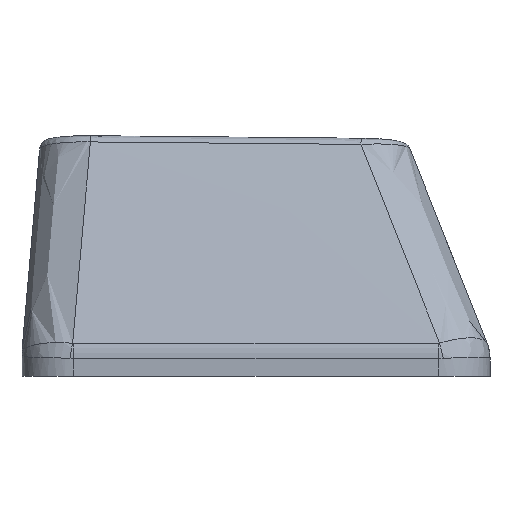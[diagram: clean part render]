
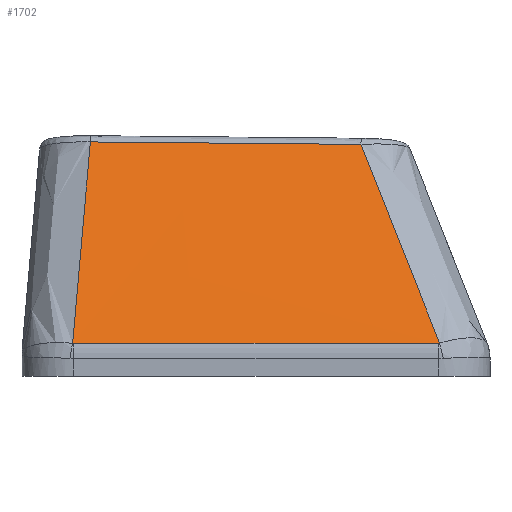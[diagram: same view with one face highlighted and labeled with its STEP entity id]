
A CAD part, left-side view. The second image highlights one B-rep face of the part: STEP entity #1702.
In plain terms, the highlighted free-form (B-spline) face has degree [3, 3] with [4, 4] control points.
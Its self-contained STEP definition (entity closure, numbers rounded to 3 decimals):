
#319=FACE_OUTER_BOUND('',#423,.T.);
#423=EDGE_LOOP('',(#1176,#1177,#1178,#1179,#1180,#1181));
#533=B_SPLINE_CURVE_WITH_KNOTS('',3,(#2544,#2545,#2546,#2547),
 .UNSPECIFIED.,.F.,.F.,(4,4),(0.,0.004),.UNSPECIFIED.);
#535=B_SPLINE_CURVE_WITH_KNOTS('',3,(#2571,#2572,#2573,#2574),
 .UNSPECIFIED.,.F.,.F.,(4,4),(0.,1.416),.UNSPECIFIED.);
#537=B_SPLINE_CURVE_WITH_KNOTS('',3,(#2598,#2599,#2600,#2601),
 .UNSPECIFIED.,.F.,.F.,(4,4),(0.,0.005),.UNSPECIFIED.);
#540=B_SPLINE_CURVE_WITH_KNOTS('',3,(#2697,#2698,#2699,#2700),
 .UNSPECIFIED.,.F.,.F.,(4,4),(0.032,0.925),
 .UNSPECIFIED.);
#541=B_SPLINE_CURVE_WITH_KNOTS('',3,(#2702,#2703,#2704,#2705),
 .UNSPECIFIED.,.F.,.F.,(4,4),(-1.05,0.),.UNSPECIFIED.);
#542=B_SPLINE_CURVE_WITH_KNOTS('',3,(#2706,#2707,#2708,#2709),
 .UNSPECIFIED.,.F.,.F.,(4,4),(-0.881,-0.03),
 .UNSPECIFIED.);
#692=VERTEX_POINT('',#2512);
#694=VERTEX_POINT('',#2542);
#696=VERTEX_POINT('',#2569);
#698=VERTEX_POINT('',#2596);
#705=VERTEX_POINT('',#2696);
#706=VERTEX_POINT('',#2701);
#874=EDGE_CURVE('',#694,#692,#533,.T.);
#877=EDGE_CURVE('',#696,#694,#535,.T.);
#880=EDGE_CURVE('',#698,#696,#537,.T.);
#892=EDGE_CURVE('',#705,#698,#540,.T.);
#893=EDGE_CURVE('',#706,#705,#541,.T.);
#894=EDGE_CURVE('',#692,#706,#542,.T.);
#1176=ORIENTED_EDGE('',*,*,#874,.F.);
#1177=ORIENTED_EDGE('',*,*,#877,.F.);
#1178=ORIENTED_EDGE('',*,*,#880,.F.);
#1179=ORIENTED_EDGE('',*,*,#892,.F.);
#1180=ORIENTED_EDGE('',*,*,#893,.F.);
#1181=ORIENTED_EDGE('',*,*,#894,.F.);
#1662=B_SPLINE_SURFACE_WITH_KNOTS('',3,3,((#2680,#2681,#2682,#2683),(#2684,
#2685,#2686,#2687),(#2688,#2689,#2690,#2691),(#2692,#2693,#2694,#2695)),
 .UNSPECIFIED.,.F.,.F.,.F.,(4,4),(4,4),(0.102,0.892),
(0.033,0.966),.UNSPECIFIED.);
#1702=ADVANCED_FACE('',(#319),#1662,.T.);
#2512=CARTESIAN_POINT('',(-18.485,7.116,0.284));
#2542=CARTESIAN_POINT('',(-18.486,7.08,0.281));
#2544=CARTESIAN_POINT('Ctrl Pts',(-18.486,7.08,0.281));
#2545=CARTESIAN_POINT('Ctrl Pts',(-18.486,7.092,0.281));
#2546=CARTESIAN_POINT('Ctrl Pts',(-18.486,7.104,0.282));
#2547=CARTESIAN_POINT('Ctrl Pts',(-18.485,7.116,0.284));
#2569=CARTESIAN_POINT('',(-18.484,-7.081,0.284));
#2571=CARTESIAN_POINT('Ctrl Pts',(-18.484,-7.081,0.284));
#2572=CARTESIAN_POINT('Ctrl Pts',(-18.484,-2.36,0.283));
#2573=CARTESIAN_POINT('Ctrl Pts',(-18.485,2.36,0.282));
#2574=CARTESIAN_POINT('Ctrl Pts',(-18.486,7.08,0.281));
#2596=CARTESIAN_POINT('',(-18.481,-7.128,0.289));
#2598=CARTESIAN_POINT('Ctrl Pts',(-18.481,-7.128,0.289));
#2599=CARTESIAN_POINT('Ctrl Pts',(-18.483,-7.112,0.286));
#2600=CARTESIAN_POINT('Ctrl Pts',(-18.484,-7.097,0.284));
#2601=CARTESIAN_POINT('Ctrl Pts',(-18.484,-7.081,0.284));
#2680=CARTESIAN_POINT('Ctrl Pts',(-15.166,-4.453,8.));
#2681=CARTESIAN_POINT('Ctrl Pts',(-16.273,-5.346,5.426));
#2682=CARTESIAN_POINT('Ctrl Pts',(-17.379,-6.239,2.852));
#2683=CARTESIAN_POINT('Ctrl Pts',(-18.486,-7.132,0.278));
#2684=CARTESIAN_POINT('Ctrl Pts',(-15.166,-0.691,
8.033));
#2685=CARTESIAN_POINT('Ctrl Pts',(-16.273,-1.255,5.448));
#2686=CARTESIAN_POINT('Ctrl Pts',(-17.379,-1.819,2.863));
#2687=CARTESIAN_POINT('Ctrl Pts',(-18.486,-2.382,0.279));
#2688=CARTESIAN_POINT('Ctrl Pts',(-15.166,3.072,8.066));
#2689=CARTESIAN_POINT('Ctrl Pts',(-16.273,2.837,5.471));
#2690=CARTESIAN_POINT('Ctrl Pts',(-17.379,2.602,2.875));
#2691=CARTESIAN_POINT('Ctrl Pts',(-18.486,2.367,0.28));
#2692=CARTESIAN_POINT('Ctrl Pts',(-15.166,6.834,8.1));
#2693=CARTESIAN_POINT('Ctrl Pts',(-16.273,6.928,5.494));
#2694=CARTESIAN_POINT('Ctrl Pts',(-17.379,7.022,2.887));
#2695=CARTESIAN_POINT('Ctrl Pts',(-18.486,7.116,0.281));
#2696=CARTESIAN_POINT('',(-15.167,-4.074,8.001));
#2697=CARTESIAN_POINT('Ctrl Pts',(-15.167,-4.074,8.001));
#2698=CARTESIAN_POINT('Ctrl Pts',(-16.271,-5.091,5.43));
#2699=CARTESIAN_POINT('Ctrl Pts',(-17.376,-6.109,2.859));
#2700=CARTESIAN_POINT('Ctrl Pts',(-18.481,-7.128,0.289));
#2701=CARTESIAN_POINT('',(-15.166,6.426,8.096));
#2702=CARTESIAN_POINT('Ctrl Pts',(-15.166,6.426,8.096));
#2703=CARTESIAN_POINT('Ctrl Pts',(-15.166,2.926,8.065));
#2704=CARTESIAN_POINT('Ctrl Pts',(-15.166,-0.574,
8.033));
#2705=CARTESIAN_POINT('Ctrl Pts',(-15.167,-4.074,8.001));
#2706=CARTESIAN_POINT('Ctrl Pts',(-18.485,7.116,0.284));
#2707=CARTESIAN_POINT('Ctrl Pts',(-17.379,6.887,2.888));
#2708=CARTESIAN_POINT('Ctrl Pts',(-16.273,6.657,5.492));
#2709=CARTESIAN_POINT('Ctrl Pts',(-15.166,6.426,8.096));
